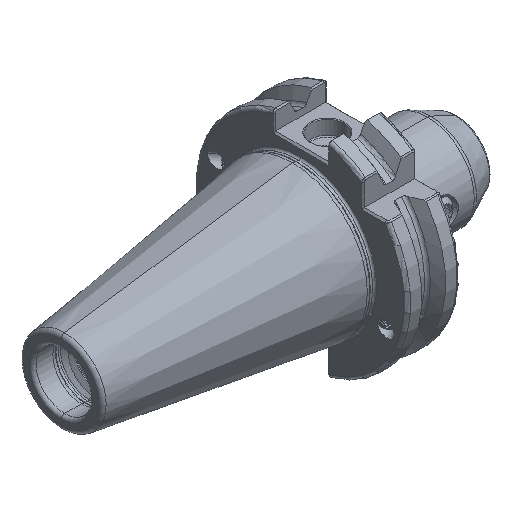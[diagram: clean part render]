
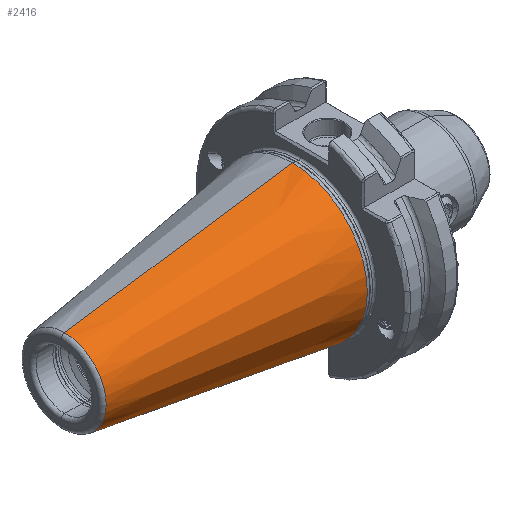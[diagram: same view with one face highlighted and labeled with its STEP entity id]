
A CAD part, isometric view. The second image highlights one B-rep face of the part: STEP entity #2416.
In plain terms, the highlighted conical face has half-angle 8.297 degrees and reference radius 22.692 mm.
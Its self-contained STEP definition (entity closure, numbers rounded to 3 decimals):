
#33 = AXIS2_PLACEMENT_3D ( 'NONE', #7081, #7070, #7126 ) ;
#54 = AXIS2_PLACEMENT_3D ( 'NONE', #7293, #7317, #7350 ) ;
#319 = CARTESIAN_POINT ( 'NONE',  ( -70.573, 0., -12.4 ) ) ;
#359 = CARTESIAN_POINT ( 'NONE',  ( -2.5, 0., 22.327 ) ) ;
#373 = CARTESIAN_POINT ( 'NONE',  ( -70.573, 0., 12.4 ) ) ;
#410 = CARTESIAN_POINT ( 'NONE',  ( -2.5, 0., -22.327 ) ) ;
#1019 = VECTOR ( 'NONE', #16551, 1000. ) ;
#1035 = LINE ( 'NONE', #16526, #1019 ) ;
#1099 = LINE ( 'NONE', #15166, #1118 ) ;
#1118 = VECTOR ( 'NONE', #15127, 1000. ) ;
#1288 = CONICAL_SURFACE ( 'NONE', #23285, 22.692, 0.145 ) ;
#1314 = FACE_OUTER_BOUND ( 'NONE', #1724, .T. ) ;
#1724 = EDGE_LOOP ( 'NONE', ( #22384, #22428, #22371, #22366 ) ) ;
#2416 = ADVANCED_FACE ( 'NONE', ( #1314 ), #1288, .T. ) ;
#3592 = DIRECTION ( 'NONE',  ( 1., 0., 0. ) ) ;
#3602 = CARTESIAN_POINT ( 'NONE',  ( 0., 0., 0. ) ) ;
#3617 = DIRECTION ( 'NONE',  ( 0., 0., -1. ) ) ;
#3988 = VERTEX_POINT ( 'NONE', #359 ) ;
#3989 = VERTEX_POINT ( 'NONE', #319 ) ;
#3994 = VERTEX_POINT ( 'NONE', #373 ) ;
#6129 = VERTEX_POINT ( 'NONE', #410 ) ;
#7070 = DIRECTION ( 'NONE',  ( 1., 0., 0. ) ) ;
#7081 = CARTESIAN_POINT ( 'NONE',  ( -2.5, 0., 0. ) ) ;
#7126 = DIRECTION ( 'NONE',  ( 0., 0., -1. ) ) ;
#7293 = CARTESIAN_POINT ( 'NONE',  ( -70.573, 0., 0. ) ) ;
#7317 = DIRECTION ( 'NONE',  ( 1., 0., 0. ) ) ;
#7350 = DIRECTION ( 'NONE',  ( 0., 0., 1. ) ) ;
#15127 = DIRECTION ( 'NONE',  ( 0.99, 0., 0.144 ) ) ;
#15166 = CARTESIAN_POINT ( 'NONE',  ( 0., 0., 22.692 ) ) ;
#16526 = CARTESIAN_POINT ( 'NONE',  ( 0., 0., -22.692 ) ) ;
#16551 = DIRECTION ( 'NONE',  ( 0.99, 0., -0.144 ) ) ;
#17555 = EDGE_CURVE ( 'NONE', #3989, #6129, #1035, .T. ) ;
#17616 = EDGE_CURVE ( 'NONE', #3994, #3988, #1099, .T. ) ;
#22366 = ORIENTED_EDGE ( 'NONE', *, *, #26517, .F. ) ;
#22371 = ORIENTED_EDGE ( 'NONE', *, *, #17555, .T. ) ;
#22384 = ORIENTED_EDGE ( 'NONE', *, *, #17616, .F. ) ;
#22428 = ORIENTED_EDGE ( 'NONE', *, *, #26534, .T. ) ;
#23285 = AXIS2_PLACEMENT_3D ( 'NONE', #3602, #3592, #3617 ) ;
#26517 = EDGE_CURVE ( 'NONE', #3988, #6129, #30454, .T. ) ;
#26534 = EDGE_CURVE ( 'NONE', #3994, #3989, #30386, .T. ) ;
#30386 = CIRCLE ( 'NONE', #54, 12.4 ) ;
#30454 = CIRCLE ( 'NONE', #33, 22.327 ) ;
